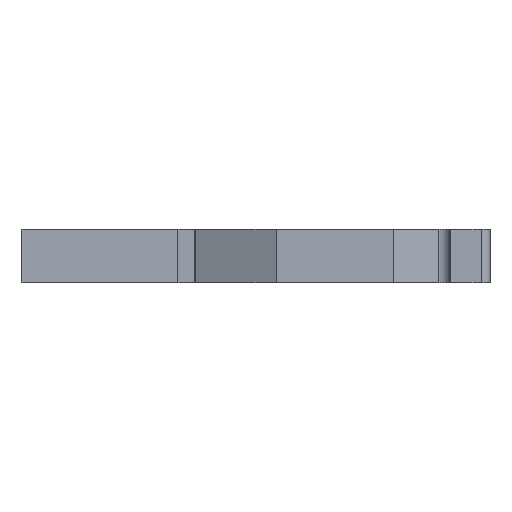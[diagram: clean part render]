
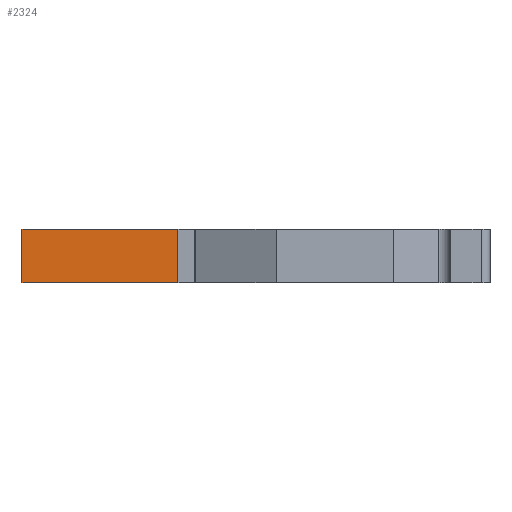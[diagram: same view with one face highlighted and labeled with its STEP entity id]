
A CAD part, left-side view. The second image highlights one B-rep face of the part: STEP entity #2324.
In plain terms, the highlighted planar face has unit normal (-1, 0, 0).
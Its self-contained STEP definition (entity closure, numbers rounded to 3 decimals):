
#213=DIRECTION('',(0.,-1.,0.));
#214=VECTOR('',#213,17.5);
#215=CARTESIAN_POINT('',(-8.25,26.25,-3.));
#216=LINE('',#215,#214);
#529=DIRECTION('',(0.,-1.,0.));
#530=VECTOR('',#529,17.5);
#531=CARTESIAN_POINT('',(-8.25,26.25,3.));
#532=LINE('',#531,#530);
#851=DIRECTION('',(0.,0.,1.));
#852=VECTOR('',#851,6.);
#853=CARTESIAN_POINT('',(-8.25,8.75,-3.));
#854=LINE('',#853,#852);
#855=DIRECTION('',(0.,0.,1.));
#856=VECTOR('',#855,6.);
#857=CARTESIAN_POINT('',(-8.25,26.25,-3.));
#858=LINE('',#857,#856);
#1263=CARTESIAN_POINT('',(-8.25,26.25,3.));
#1264=VERTEX_POINT('',#1263);
#1265=CARTESIAN_POINT('',(-8.25,8.75,3.));
#1266=VERTEX_POINT('',#1265);
#1409=CARTESIAN_POINT('',(-8.25,26.25,-3.));
#1410=VERTEX_POINT('',#1409);
#1411=CARTESIAN_POINT('',(-8.25,8.75,-3.));
#1412=VERTEX_POINT('',#1411);
#2312=CARTESIAN_POINT('',(-8.25,26.25,-5.));
#2313=DIRECTION('',(-1.,0.,0.));
#2314=DIRECTION('',(0.,-1.,0.));
#2315=AXIS2_PLACEMENT_3D('',#2312,#2313,#2314);
#2316=PLANE('',#2315);
#2317=ORIENTED_EDGE('',*,*,#1792,.T.);
#2318=ORIENTED_EDGE('',*,*,#2307,.F.);
#2319=ORIENTED_EDGE('',*,*,#1618,.F.);
#2321=ORIENTED_EDGE('',*,*,#2320,.T.);
#2322=EDGE_LOOP('',(#2317,#2318,#2319,#2321));
#2323=FACE_OUTER_BOUND('',#2322,.F.);
#1618=EDGE_CURVE('',#1410,#1412,#216,.T.);
#1792=EDGE_CURVE('',#1264,#1266,#532,.T.);
#2307=EDGE_CURVE('',#1412,#1266,#854,.T.);
#2320=EDGE_CURVE('',#1410,#1264,#858,.T.);
#2324=ADVANCED_FACE('',(#2323),#2316,.T.);
